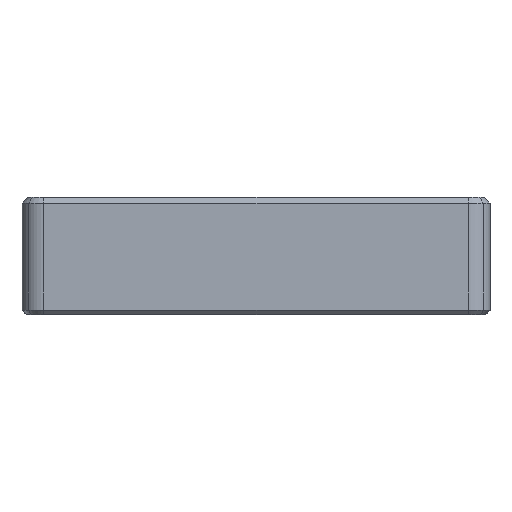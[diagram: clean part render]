
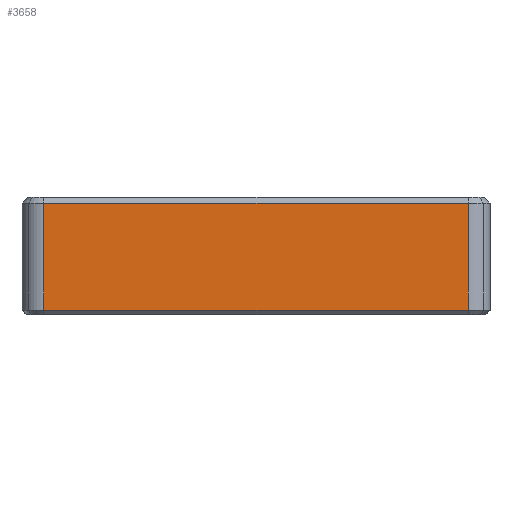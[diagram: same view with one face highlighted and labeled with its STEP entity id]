
A CAD part, left-side view. The second image highlights one B-rep face of the part: STEP entity #3658.
In plain terms, the highlighted planar face has unit normal (-1, 0, 0).
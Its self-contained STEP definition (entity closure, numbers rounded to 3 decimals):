
#28 = EDGE_LOOP ( 'NONE', ( #623, #1864, #1200, #4439 ) ) ;
#88 = DIRECTION ( 'NONE',  ( -1., 0., 0. ) ) ;
#258 = AXIS2_PLACEMENT_3D ( 'NONE', #3190, #88, #2770 ) ;
#395 = LINE ( 'NONE', #4082, #2204 ) ;
#623 = ORIENTED_EDGE ( 'NONE', *, *, #2602, .T. ) ;
#829 = DIRECTION ( 'NONE',  ( 0., 0., -1. ) ) ;
#921 = EDGE_CURVE ( 'NONE', #1170, #2806, #395, .T. ) ;
#928 = LINE ( 'NONE', #3419, #2360 ) ;
#1170 = VERTEX_POINT ( 'NONE', #2341 ) ;
#1200 = ORIENTED_EDGE ( 'NONE', *, *, #1275, .F. ) ;
#1219 = EDGE_CURVE ( 'NONE', #2634, #3308, #928, .T. ) ;
#1275 = EDGE_CURVE ( 'NONE', #2806, #2634, #3341, .T. ) ;
#1521 = CARTESIAN_POINT ( 'NONE',  ( 84.92, 124.916, -185.643 ) ) ;
#1618 = CARTESIAN_POINT ( 'NONE',  ( 84.92, 95.928, -181.858 ) ) ;
#1693 = VECTOR ( 'NONE', #1994, 1000. ) ;
#1806 = PLANE ( 'NONE',  #258 ) ;
#1864 = ORIENTED_EDGE ( 'NONE', *, *, #1219, .F. ) ;
#1994 = DIRECTION ( 'NONE',  ( 0., 0., -1. ) ) ;
#2160 = CARTESIAN_POINT ( 'NONE',  ( 84.92, 95.928, -189.558 ) ) ;
#2204 = VECTOR ( 'NONE', #2425, 1000. ) ;
#2341 = CARTESIAN_POINT ( 'NONE',  ( 84.92, 124.916, -182.258 ) ) ;
#2359 = VECTOR ( 'NONE', #829, 1000. ) ;
#2360 = VECTOR ( 'NONE', #2416, 1000. ) ;
#2416 = DIRECTION ( 'NONE',  ( 0., 1., 0. ) ) ;
#2425 = DIRECTION ( 'NONE',  ( 0., -1., 0. ) ) ;
#2461 = FACE_OUTER_BOUND ( 'NONE', #28, .T. ) ;
#2602 = EDGE_CURVE ( 'NONE', #1170, #3308, #3211, .T. ) ;
#2634 = VERTEX_POINT ( 'NONE', #2160 ) ;
#2770 = DIRECTION ( 'NONE',  ( 0., 0., 1. ) ) ;
#2806 = VERTEX_POINT ( 'NONE', #4323 ) ;
#3190 = CARTESIAN_POINT ( 'NONE',  ( 84.92, 94.428, -181.858 ) ) ;
#3211 = LINE ( 'NONE', #1521, #2359 ) ;
#3308 = VERTEX_POINT ( 'NONE', #3844 ) ;
#3341 = LINE ( 'NONE', #1618, #1693 ) ;
#3419 = CARTESIAN_POINT ( 'NONE',  ( 84.92, 102.425, -189.558 ) ) ;
#3658 = ADVANCED_FACE ( 'NONE', ( #2461 ), #1806, .T. ) ;
#3844 = CARTESIAN_POINT ( 'NONE',  ( 84.92, 124.916, -189.558 ) ) ;
#4082 = CARTESIAN_POINT ( 'NONE',  ( 84.92, 102.425, -182.258 ) ) ;
#4323 = CARTESIAN_POINT ( 'NONE',  ( 84.92, 95.928, -182.258 ) ) ;
#4439 = ORIENTED_EDGE ( 'NONE', *, *, #921, .F. ) ;
